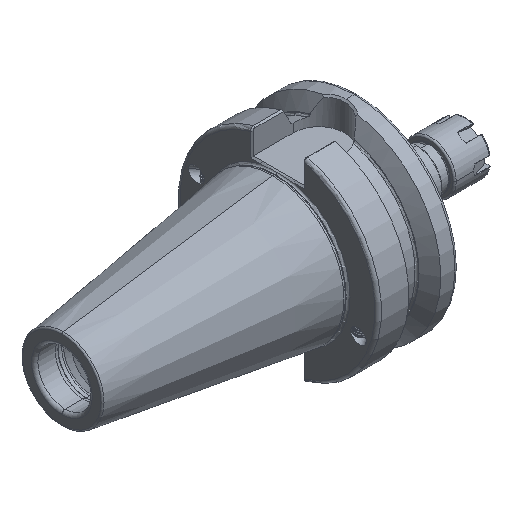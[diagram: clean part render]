
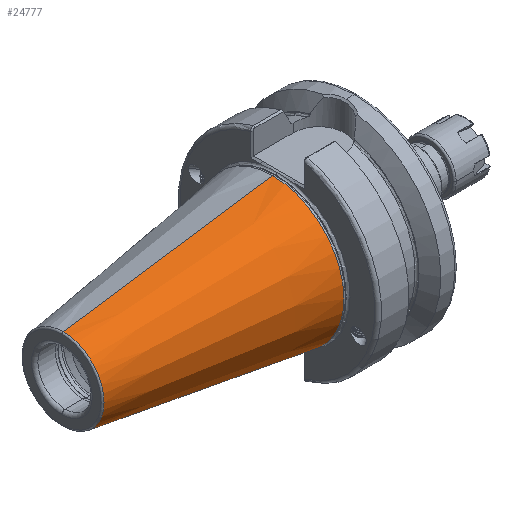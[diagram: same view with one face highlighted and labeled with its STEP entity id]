
A CAD part, isometric view. The second image highlights one B-rep face of the part: STEP entity #24777.
In plain terms, the highlighted conical face has half-angle 8.297 degrees and reference radius 22.298 mm.
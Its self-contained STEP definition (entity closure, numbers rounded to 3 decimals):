
#141 = EDGE_LOOP ( 'NONE', ( #12551, #12552, #5468, #5440 ) ) ;
#847 = EDGE_CURVE ( 'NONE', #977, #1070, #3352, .T. ) ;
#857 = EDGE_CURVE ( 'NONE', #1047, #1006, #3539, .T. ) ;
#977 = VERTEX_POINT ( 'NONE', #23988 ) ;
#1006 = VERTEX_POINT ( 'NONE', #24188 ) ;
#1047 = VERTEX_POINT ( 'NONE', #24520 ) ;
#1070 = VERTEX_POINT ( 'NONE', #19415 ) ;
#3009 = AXIS2_PLACEMENT_3D ( 'NONE', #12811, #12812, #12838 ) ;
#3352 = CIRCLE ( 'NONE', #5600, 12.75 ) ;
#3539 = CIRCLE ( 'NONE', #5602, 22.298 ) ;
#3638 = VECTOR ( 'NONE', #19196, 1000. ) ;
#3639 = LINE ( 'NONE', #19169, #3638 ) ;
#3640 = LINE ( 'NONE', #20964, #3641 ) ;
#3641 = VECTOR ( 'NONE', #20938, 1000. ) ;
#5440 = ORIENTED_EDGE ( 'NONE', *, *, #857, .F. ) ;
#5468 = ORIENTED_EDGE ( 'NONE', *, *, #5730, .T. ) ;
#5600 = AXIS2_PLACEMENT_3D ( 'NONE', #24592, #24564, #24549 ) ;
#5602 = AXIS2_PLACEMENT_3D ( 'NONE', #23522, #23530, #23543 ) ;
#5730 = EDGE_CURVE ( 'NONE', #1070, #1006, #3639, .T. ) ;
#5738 = EDGE_CURVE ( 'NONE', #977, #1047, #3640, .T. ) ;
#8122 = CONICAL_SURFACE ( 'NONE', #3009, 22.298, 0.145 ) ;
#8123 = FACE_OUTER_BOUND ( 'NONE', #141, .T. ) ;
#12551 = ORIENTED_EDGE ( 'NONE', *, *, #5738, .F. ) ;
#12552 = ORIENTED_EDGE ( 'NONE', *, *, #847, .T. ) ;
#12811 = CARTESIAN_POINT ( 'NONE',  ( -1.5, 0., 0. ) ) ;
#12812 = DIRECTION ( 'NONE',  ( 1., 0., 0. ) ) ;
#12838 = DIRECTION ( 'NONE',  ( 0., 0., -1. ) ) ;
#19169 = CARTESIAN_POINT ( 'NONE',  ( -1.5, 0., -22.298 ) ) ;
#19196 = DIRECTION ( 'NONE',  ( 0.99, 0., -0.144 ) ) ;
#19415 = CARTESIAN_POINT ( 'NONE',  ( -66.972, 0., -12.75 ) ) ;
#20938 = DIRECTION ( 'NONE',  ( 0.99, 0., 0.144 ) ) ;
#20964 = CARTESIAN_POINT ( 'NONE',  ( -1.5, 0., 22.298 ) ) ;
#23522 = CARTESIAN_POINT ( 'NONE',  ( -1.5, 0., 0. ) ) ;
#23530 = DIRECTION ( 'NONE',  ( 1., 0., 0. ) ) ;
#23543 = DIRECTION ( 'NONE',  ( 0., 0., -1. ) ) ;
#23988 = CARTESIAN_POINT ( 'NONE',  ( -66.972, 0., 12.75 ) ) ;
#24188 = CARTESIAN_POINT ( 'NONE',  ( -1.5, 0., -22.298 ) ) ;
#24520 = CARTESIAN_POINT ( 'NONE',  ( -1.5, 0., 22.298 ) ) ;
#24549 = DIRECTION ( 'NONE',  ( 0., 0., -1. ) ) ;
#24564 = DIRECTION ( 'NONE',  ( 1., 0., 0. ) ) ;
#24592 = CARTESIAN_POINT ( 'NONE',  ( -66.972, 0., 0. ) ) ;
#24777 = ADVANCED_FACE ( 'NONE', ( #8123 ), #8122, .T. ) ;
